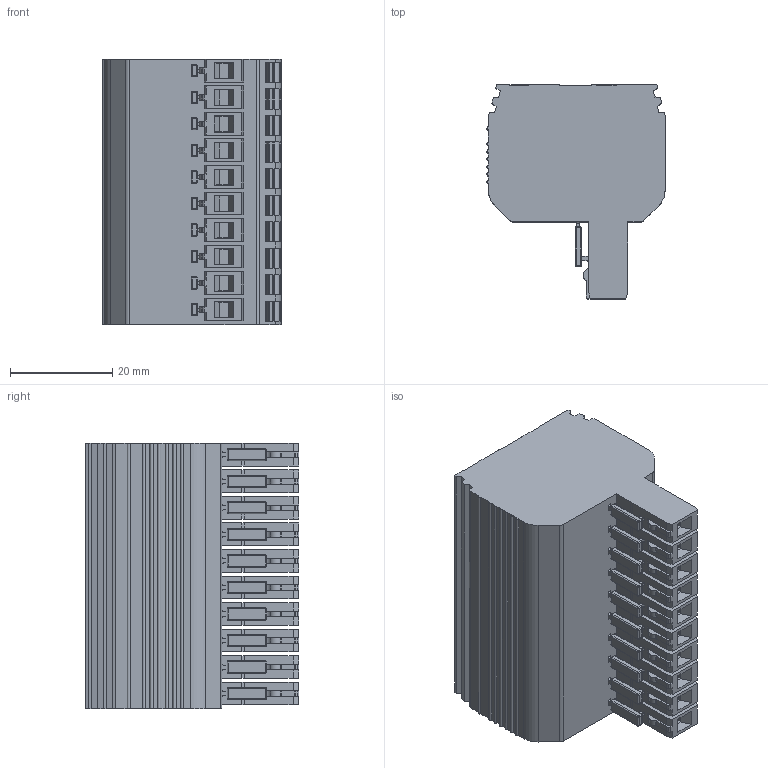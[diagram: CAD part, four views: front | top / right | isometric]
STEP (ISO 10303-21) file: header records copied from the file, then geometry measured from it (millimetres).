
FILE_DESCRIPTION (( 'STEP AP214' ), '1' );
FILE_NAME ('310569_SG_PT 2.5DB_10_Grey.STEP', '2017-10-02T05:07:22', ( '' ), ( '' ), 'SwSTEP 2.0', 'SolidWorks 2017', '' );
FILE_SCHEMA (( 'AUTOMOTIVE_DESIGN' ));
Length unit declared in the file: millimetre
Products named in the file (1): 310569_SG_PT 2.5DB_10_Grey
Bounding box: 34.9 x 41.9 x 52 mm (x, y, z)
Volume: 49787.1 mm3; surface area: 13935 mm2
Topology: 1 solids, 1 shells, 1694 faces, 4612 edges, 2928 vertices
Faces by surface type: plane 1081, cylinder 533, sphere 80
Entity records: 52476 total; most frequent: CARTESIAN_POINT 9305, ORIENTED_EDGE 9064, DIRECTION 8948, EDGE_CURVE 4532, VECTOR 3406, LINE 3406, VERTEX_POINT 2928, AXIS2_PLACEMENT_3D 2771
